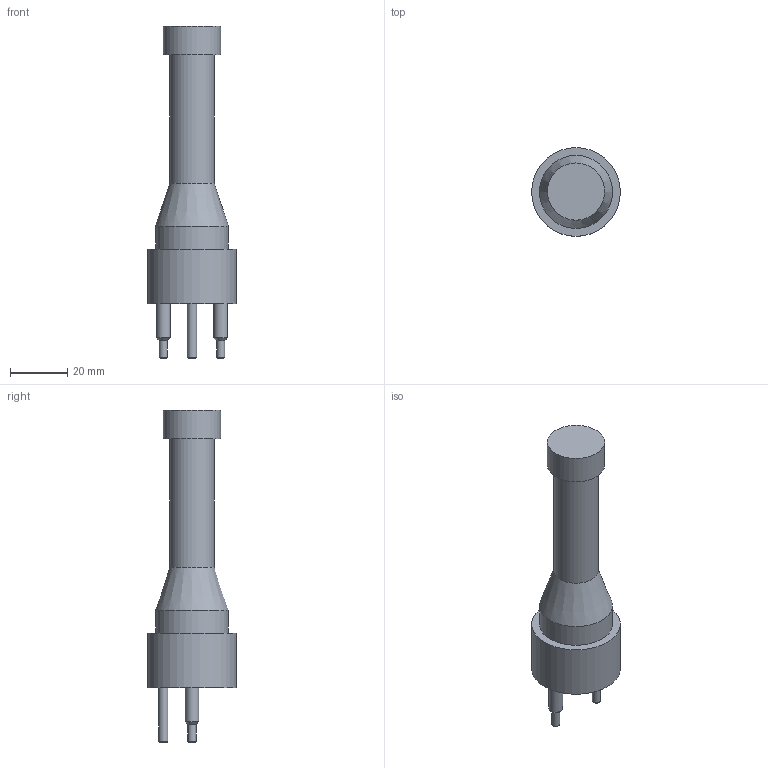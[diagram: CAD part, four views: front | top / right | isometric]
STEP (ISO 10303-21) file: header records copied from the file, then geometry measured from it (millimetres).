
FILE_DESCRIPTION(/* description */ (''),/* implementation_level */ '2;1');
FILE_NAME(/* name */ 'DCB2M.stp',/* time_stamp */ '2014-11-11T15:14:57+01:00',/* author */ ('sh'),/* organization */ (''),/* preprocessor_version */ 'ST-DEVELOPER v15.2',/* originating_system */ 'Autodesk Inventor 2014',/* authorisation */ '');
FILE_SCHEMA (('AUTOMOTIVE_DESIGN { 1 0 10303 214 3 1 1 }'));
Length unit declared in the file: millimetre
Products named in the file (1): DCB2M
Bounding box: 31 x 31 x 116 mm (x, y, z)
Volume: 35791 mm3; surface area: 8432.3 mm2
Topology: 1 solids, 1 shells, 52 faces, 122 edges, 79 vertices
Faces by surface type: plane 25, bspline 12, cylinder 9, cone 6
Full cylindrical faces by diameter (mm): 2.8 x2, 3.2 x1, 4.8 x2, 15.5 x1, 20 x1, 25.5 x1, 31 x1
Entity records: 1539 total; most frequent: CARTESIAN_POINT 427, ORIENTED_EDGE 210, DIRECTION 184, EDGE_CURVE 105, VERTEX_POINT 77, EDGE_LOOP 74, AXIS2_PLACEMENT_3D 62, LINE 60
